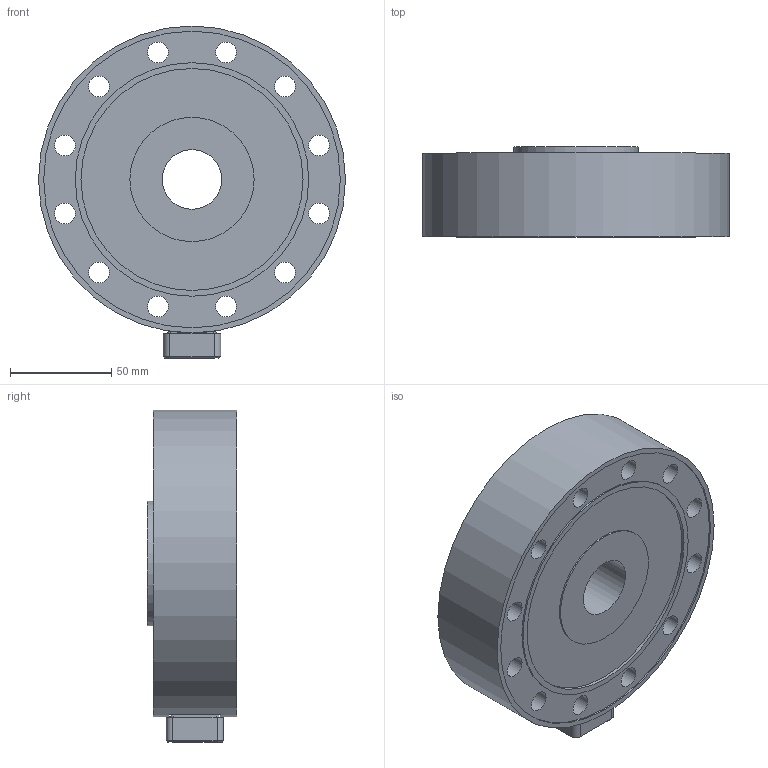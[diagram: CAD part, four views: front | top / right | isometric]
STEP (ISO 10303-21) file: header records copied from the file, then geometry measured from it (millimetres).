
FILE_DESCRIPTION(/* description */ (''),/* implementation_level */ '2;1');
FILE_NAME(/* name */ 'LCF500B.stp',/* time_stamp */ '2016-06-17T10:47:27-07:00',/* author */ ('Richard'),/* organization */ (''),/* preprocessor_version */ 'ST-DEVELOPER v15.6',/* originating_system */ 'Autodesk Inventor 2015',/* authorisation */ '');
FILE_SCHEMA (('AUTOMOTIVE_DESIGN { 1 0 10303 214 3 1 1 }'));
Length unit declared in the file: inch
Products named in the file (5): Flexure-Block; 6PIN-BENDIX PT02E-10-6P; ANSI B18.3 - 4-40 UNC - 0.375(31); FM2101-B; Assembly1
Assembly tree (7 placements, depth 2):
  Assembly1
    Flexure-Block
    6PIN-BENDIX PT02E-10-6P
    ANSI B18.3 - 4-40 UNC - 0.375(31)  x4
    FM2101-B
Bounding box: 151.89 x 44.45 x 164.29 mm (x, y, z)
Volume: 664002.1 mm3; surface area: 83106.9 mm2
Topology: 7 solids, 7 shells, 186 faces, 428 edges, 283 vertices
Faces by surface type: plane 87, cylinder 66, cone 19, torus 8, bspline 6
Full cylindrical faces by diameter (mm): 1.524 x12, 2.159 x1, 2.845 x4, 3.175 x4, 3.302 x4, 4.648 x4, 10.312 x12, 13.97 x1, 14.554 x1, 14.986 x1, 17.475 x1, 19.558 x1, 29.464 x1, 61.519 x2, 109.855 x2, 115.57 x1, 146.812 x1, 151.892 x1
Entity records: 3970 total; most frequent: CARTESIAN_POINT 781, DIRECTION 684, ORIENTED_EDGE 502, AXIS2_PLACEMENT_3D 298, EDGE_LOOP 264, EDGE_CURVE 251, VERTEX_POINT 197, CIRCLE 151
